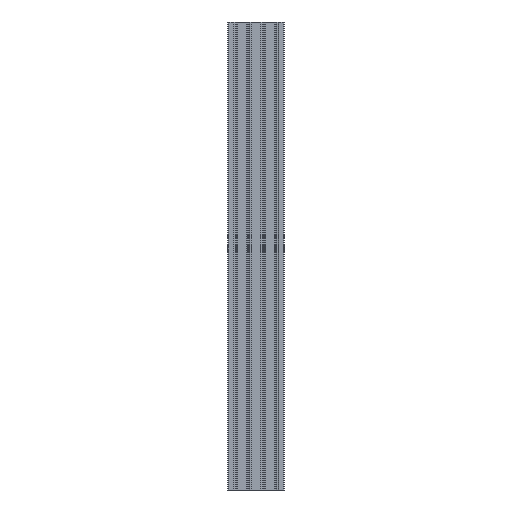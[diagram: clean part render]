
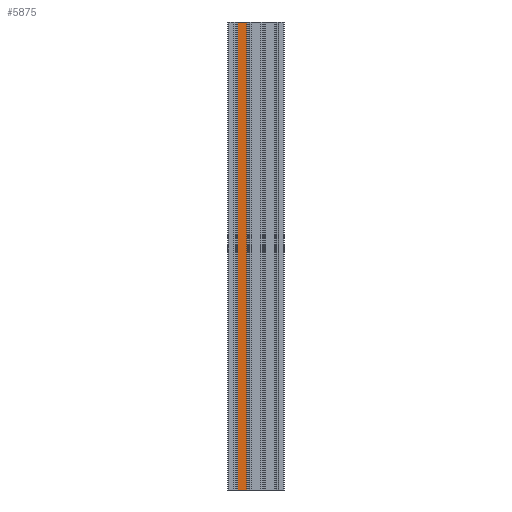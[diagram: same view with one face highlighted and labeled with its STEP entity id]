
A CAD part, front view. The second image highlights one B-rep face of the part: STEP entity #5875.
In plain terms, the highlighted planar face has unit normal (0, -1, 0).
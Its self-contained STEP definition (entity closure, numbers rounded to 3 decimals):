
#289 = PLANE ( 'NONE',  #5301 ) ;
#330 = DIRECTION ( 'NONE',  ( 0., 0., 1. ) ) ;
#392 = EDGE_CURVE ( 'NONE', #9362, #5960, #3354, .T. ) ;
#690 = ORIENTED_EDGE ( 'NONE', *, *, #1651, .T. ) ;
#842 = CARTESIAN_POINT ( 'NONE',  ( -65.555, -64.642, 1000. ) ) ;
#1090 = VECTOR ( 'NONE', #10239, 1000. ) ;
#1651 = EDGE_CURVE ( 'NONE', #5960, #3878, #4877, .T. ) ;
#1740 = EDGE_CURVE ( 'NONE', #9362, #6927, #8798, .T. ) ;
#2751 = CARTESIAN_POINT ( 'NONE',  ( -46.055, -64.642, 0. ) ) ;
#3354 = LINE ( 'NONE', #842, #8196 ) ;
#3767 = DIRECTION ( 'NONE',  ( 1., 0., 0. ) ) ;
#3878 = VERTEX_POINT ( 'NONE', #2751 ) ;
#3913 = VECTOR ( 'NONE', #4513, 1000. ) ;
#4513 = DIRECTION ( 'NONE',  ( 0., 0., -1. ) ) ;
#4877 = LINE ( 'NONE', #9304, #1090 ) ;
#5082 = ORIENTED_EDGE ( 'NONE', *, *, #392, .T. ) ;
#5301 = AXIS2_PLACEMENT_3D ( 'NONE', #6104, #7798, #330 ) ;
#5314 = CARTESIAN_POINT ( 'NONE',  ( -46.055, -64.642, 1000. ) ) ;
#5875 = ADVANCED_FACE ( 'NONE', ( #7575 ), #289, .F. ) ;
#5960 = VERTEX_POINT ( 'NONE', #8525 ) ;
#5969 = EDGE_CURVE ( 'NONE', #6927, #3878, #10169, .T. ) ;
#6104 = CARTESIAN_POINT ( 'NONE',  ( 0., -64.642, 1000. ) ) ;
#6927 = VERTEX_POINT ( 'NONE', #9865 ) ;
#7519 = DIRECTION ( 'NONE',  ( 0., 0., -1. ) ) ;
#7575 = FACE_OUTER_BOUND ( 'NONE', #9774, .T. ) ;
#7798 = DIRECTION ( 'NONE',  ( 0., 1., 0. ) ) ;
#8196 = VECTOR ( 'NONE', #7519, 1000. ) ;
#8525 = CARTESIAN_POINT ( 'NONE',  ( -65.555, -64.642, 0. ) ) ;
#8798 = LINE ( 'NONE', #10279, #9955 ) ;
#9304 = CARTESIAN_POINT ( 'NONE',  ( 0., -64.642, 0. ) ) ;
#9362 = VERTEX_POINT ( 'NONE', #9435 ) ;
#9435 = CARTESIAN_POINT ( 'NONE',  ( -65.555, -64.642, 1000. ) ) ;
#9543 = ORIENTED_EDGE ( 'NONE', *, *, #1740, .F. ) ;
#9774 = EDGE_LOOP ( 'NONE', ( #690, #10210, #9543, #5082 ) ) ;
#9865 = CARTESIAN_POINT ( 'NONE',  ( -46.055, -64.642, 1000. ) ) ;
#9955 = VECTOR ( 'NONE', #3767, 1000. ) ;
#10169 = LINE ( 'NONE', #5314, #3913 ) ;
#10210 = ORIENTED_EDGE ( 'NONE', *, *, #5969, .F. ) ;
#10239 = DIRECTION ( 'NONE',  ( 1., 0., 0. ) ) ;
#10279 = CARTESIAN_POINT ( 'NONE',  ( 0., -64.642, 1000. ) ) ;
